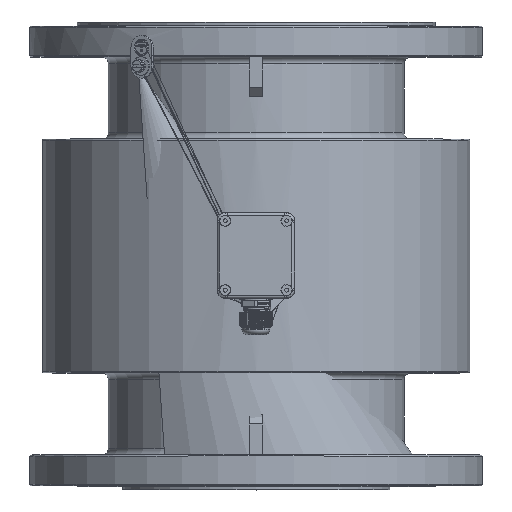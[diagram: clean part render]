
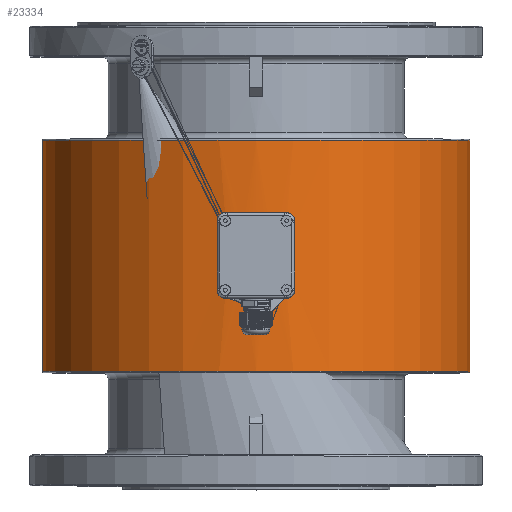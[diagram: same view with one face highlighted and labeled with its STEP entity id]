
A CAD part, top view. The second image highlights one B-rep face of the part: STEP entity #23334.
In plain terms, the highlighted cylindrical face has radius 160 mm (diameter 320 mm), a full revolution.
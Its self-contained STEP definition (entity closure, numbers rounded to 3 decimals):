
#931=B_SPLINE_CURVE_WITH_KNOTS('',3,(#49774,#49775,#49776,#49777,#49778,
#49779,#49780,#49781,#49782,#49783,#49784,#49785,#49786,#49787,#49788,#49789,
#49790,#49791,#49792,#49793,#49794,#49795,#49796,#49797,#49798,#49799,#49800,
#49801,#49802,#49803,#49804,#49805,#49806,#49807,#49808,#49809,#49810,#49811,
#49812,#49813,#49814,#49815,#49816,#49817,#49818,#49819,#49820,#49821,#49822,
#49823,#49824,#49825,#49826,#49827,#49828,#49829,#49830,#49831,#49832,#49833,
#49834,#49835,#49836,#49837,#49838,#49839),.UNSPECIFIED.,.T.,.F.,(4,2,2,
2,2,2,2,2,2,2,2,2,2,2,2,2,2,2,2,2,2,2,2,2,2,2,2,2,2,2,2,2,4),(-12.672,
-12.276,-11.88,-11.484,-11.088,
-10.692,-10.296,-9.9,-9.504,
-9.108,-8.712,-8.316,-7.92,
-7.524,-7.128,-6.732,-6.336,
-5.94,-5.544,-5.148,-4.752,
-4.356,-3.96,-3.564,-3.168,
-2.772,-2.376,-1.98,-1.584,
-1.188,-0.792,-0.396,0.),
 .UNSPECIFIED.);
#2659=LINE('',#49772,#4104);
#4104=VECTOR('',#28462,160.);
#5360=CYLINDRICAL_SURFACE('',#25019,160.);
#5798=FACE_BOUND('',#7596,.T.);
#6054=FACE_OUTER_BOUND('',#7595,.T.);
#7595=EDGE_LOOP('',(#16994,#16995,#16996,#16997));
#7596=EDGE_LOOP('',(#16998));
#9093=CIRCLE('',#25016,160.);
#9096=CIRCLE('',#25020,160.);
#10717=VERTEX_POINT('',#49764);
#10719=VERTEX_POINT('',#49770);
#10720=VERTEX_POINT('',#49773);
#12949=EDGE_CURVE('',#10717,#10717,#9093,.T.);
#12952=EDGE_CURVE('',#10719,#10719,#9096,.T.);
#12953=EDGE_CURVE('',#10719,#10717,#2659,.T.);
#12954=EDGE_CURVE('',#10720,#10720,#931,.T.);
#16994=ORIENTED_EDGE('',*,*,#12952,.F.);
#16995=ORIENTED_EDGE('',*,*,#12953,.T.);
#16996=ORIENTED_EDGE('',*,*,#12949,.F.);
#16997=ORIENTED_EDGE('',*,*,#12953,.F.);
#16998=ORIENTED_EDGE('',*,*,#12954,.T.);
#23334=ADVANCED_FACE('',(#6054,#5798),#5360,.T.);
#25016=AXIS2_PLACEMENT_3D('',#49765,#28452,#28453);
#25019=AXIS2_PLACEMENT_3D('',#49769,#28458,#28459);
#25020=AXIS2_PLACEMENT_3D('',#49771,#28460,#28461);
#28452=DIRECTION('center_axis',(-1.,0.,0.));
#28453=DIRECTION('ref_axis',(0.,-1.,0.));
#28458=DIRECTION('center_axis',(1.,0.,0.));
#28459=DIRECTION('ref_axis',(0.,1.,0.));
#28460=DIRECTION('center_axis',(1.,0.,0.));
#28461=DIRECTION('ref_axis',(0.,-1.,0.));
#28462=DIRECTION('',(-1.,0.,0.));
#49764=CARTESIAN_POINT('',(-86.5,-394.,0.));
#49765=CARTESIAN_POINT('Origin',(-86.5,-234.,0.));
#49769=CARTESIAN_POINT('Origin',(0.,-234.,0.));
#49770=CARTESIAN_POINT('',(86.5,-394.,0.));
#49771=CARTESIAN_POINT('Origin',(86.5,-234.,0.));
#49772=CARTESIAN_POINT('',(0.,-394.,0.));
#49773=CARTESIAN_POINT('',(-21.,-74.,0.));
#49774=CARTESIAN_POINT('Ctrl Pts',(0.,-75.384,
-21.));
#49775=CARTESIAN_POINT('Ctrl Pts',(1.32,-75.384,-21.));
#49776=CARTESIAN_POINT('Ctrl Pts',(2.685,-75.367,-20.874));
#49777=CARTESIAN_POINT('Ctrl Pts',(5.398,-75.298,-20.341));
#49778=CARTESIAN_POINT('Ctrl Pts',(6.747,-75.246,-19.936));
#49779=CARTESIAN_POINT('Ctrl Pts',(9.334,-75.115,-18.864));
#49780=CARTESIAN_POINT('Ctrl Pts',(10.573,-75.036,-18.196));
#49781=CARTESIAN_POINT('Ctrl Pts',(12.865,-74.867,-16.655));
#49782=CARTESIAN_POINT('Ctrl Pts',(13.918,-74.777,-15.781));
#49783=CARTESIAN_POINT('Ctrl Pts',(15.781,-74.604,-13.918));
#49784=CARTESIAN_POINT('Ctrl Pts',(16.655,-74.514,-12.865));
#49785=CARTESIAN_POINT('Ctrl Pts',(18.196,-74.346,-10.573));
#49786=CARTESIAN_POINT('Ctrl Pts',(18.864,-74.267,-9.334));
#49787=CARTESIAN_POINT('Ctrl Pts',(19.936,-74.137,-6.747));
#49788=CARTESIAN_POINT('Ctrl Pts',(20.341,-74.085,-5.398));
#49789=CARTESIAN_POINT('Ctrl Pts',(20.874,-74.017,-2.685));
#49790=CARTESIAN_POINT('Ctrl Pts',(21.,-74.,-1.32));
#49791=CARTESIAN_POINT('Ctrl Pts',(21.,-74.,1.32));
#49792=CARTESIAN_POINT('Ctrl Pts',(20.874,-74.017,2.685));
#49793=CARTESIAN_POINT('Ctrl Pts',(20.341,-74.085,5.398));
#49794=CARTESIAN_POINT('Ctrl Pts',(19.936,-74.137,6.747));
#49795=CARTESIAN_POINT('Ctrl Pts',(18.864,-74.267,9.334));
#49796=CARTESIAN_POINT('Ctrl Pts',(18.196,-74.346,10.573));
#49797=CARTESIAN_POINT('Ctrl Pts',(16.655,-74.514,12.865));
#49798=CARTESIAN_POINT('Ctrl Pts',(15.781,-74.604,13.918));
#49799=CARTESIAN_POINT('Ctrl Pts',(13.918,-74.777,15.781));
#49800=CARTESIAN_POINT('Ctrl Pts',(12.865,-74.867,16.655));
#49801=CARTESIAN_POINT('Ctrl Pts',(10.573,-75.036,18.196));
#49802=CARTESIAN_POINT('Ctrl Pts',(9.334,-75.115,18.864));
#49803=CARTESIAN_POINT('Ctrl Pts',(6.747,-75.246,19.936));
#49804=CARTESIAN_POINT('Ctrl Pts',(5.398,-75.298,20.341));
#49805=CARTESIAN_POINT('Ctrl Pts',(2.685,-75.367,20.874));
#49806=CARTESIAN_POINT('Ctrl Pts',(1.32,-75.384,21.));
#49807=CARTESIAN_POINT('Ctrl Pts',(-1.32,-75.384,
21.));
#49808=CARTESIAN_POINT('Ctrl Pts',(-2.685,-75.367,
20.874));
#49809=CARTESIAN_POINT('Ctrl Pts',(-5.398,-75.298,
20.341));
#49810=CARTESIAN_POINT('Ctrl Pts',(-6.747,-75.246,
19.936));
#49811=CARTESIAN_POINT('Ctrl Pts',(-9.334,-75.115,
18.864));
#49812=CARTESIAN_POINT('Ctrl Pts',(-10.573,-75.036,
18.196));
#49813=CARTESIAN_POINT('Ctrl Pts',(-12.865,-74.867,
16.655));
#49814=CARTESIAN_POINT('Ctrl Pts',(-13.918,-74.777,
15.781));
#49815=CARTESIAN_POINT('Ctrl Pts',(-15.781,-74.604,13.918));
#49816=CARTESIAN_POINT('Ctrl Pts',(-16.655,-74.514,
12.865));
#49817=CARTESIAN_POINT('Ctrl Pts',(-18.196,-74.346,10.573));
#49818=CARTESIAN_POINT('Ctrl Pts',(-18.864,-74.267,
9.334));
#49819=CARTESIAN_POINT('Ctrl Pts',(-19.936,-74.137,
6.747));
#49820=CARTESIAN_POINT('Ctrl Pts',(-20.341,-74.085,
5.398));
#49821=CARTESIAN_POINT('Ctrl Pts',(-20.874,-74.017,2.685));
#49822=CARTESIAN_POINT('Ctrl Pts',(-21.,-74.,1.32));
#49823=CARTESIAN_POINT('Ctrl Pts',(-21.,-74.,-1.32));
#49824=CARTESIAN_POINT('Ctrl Pts',(-20.874,-74.017,-2.685));
#49825=CARTESIAN_POINT('Ctrl Pts',(-20.341,-74.085,
-5.398));
#49826=CARTESIAN_POINT('Ctrl Pts',(-19.936,-74.137,
-6.747));
#49827=CARTESIAN_POINT('Ctrl Pts',(-18.864,-74.267,
-9.334));
#49828=CARTESIAN_POINT('Ctrl Pts',(-18.196,-74.346,-10.573));
#49829=CARTESIAN_POINT('Ctrl Pts',(-16.655,-74.514,
-12.865));
#49830=CARTESIAN_POINT('Ctrl Pts',(-15.781,-74.604,-13.918));
#49831=CARTESIAN_POINT('Ctrl Pts',(-13.918,-74.777,
-15.781));
#49832=CARTESIAN_POINT('Ctrl Pts',(-12.865,-74.867,
-16.655));
#49833=CARTESIAN_POINT('Ctrl Pts',(-10.573,-75.036,
-18.196));
#49834=CARTESIAN_POINT('Ctrl Pts',(-9.334,-75.115,
-18.864));
#49835=CARTESIAN_POINT('Ctrl Pts',(-6.747,-75.246,-19.936));
#49836=CARTESIAN_POINT('Ctrl Pts',(-5.398,-75.298,
-20.341));
#49837=CARTESIAN_POINT('Ctrl Pts',(-2.685,-75.367,
-20.874));
#49838=CARTESIAN_POINT('Ctrl Pts',(-1.32,-75.384,
-21.));
#49839=CARTESIAN_POINT('Ctrl Pts',(0.,-75.384,
-21.));
